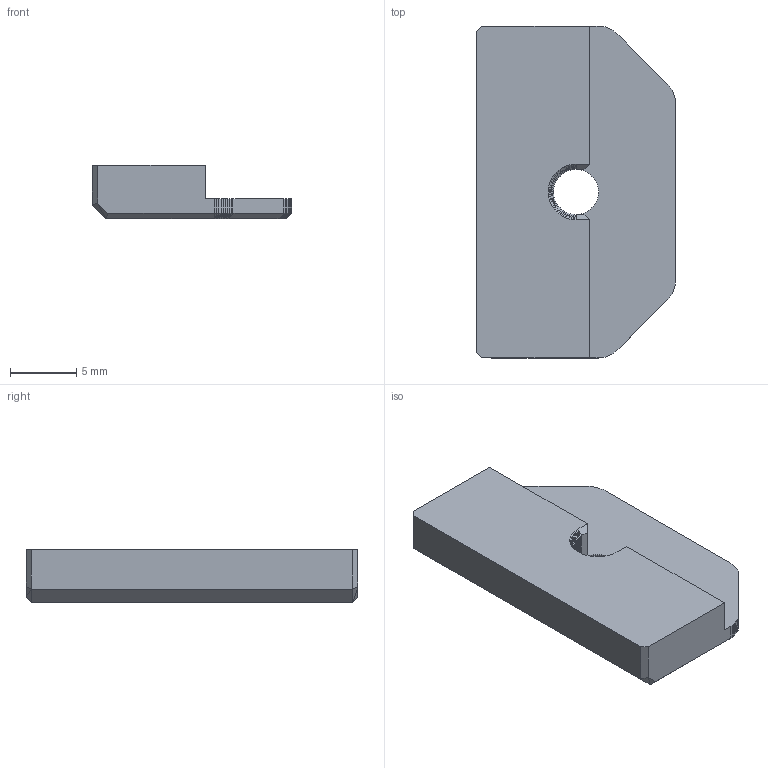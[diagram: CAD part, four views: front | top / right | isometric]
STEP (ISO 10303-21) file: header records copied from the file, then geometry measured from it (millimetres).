
FILE_DESCRIPTION(('FreeCAD Model'),'2;1');
FILE_NAME('./VORON-0/STLs/VORON0.0/V0_Panel_Mounting/For_2.5mm_Panels/2point5mm_Middle_Clip_x9.step','2020-04-30T22:40:32',('FreeCAD'),('FreeCAD'), 'Open CASCADE STEP processor 7.3','FreeCAD','Unknown');
FILE_SCHEMA(('AUTOMOTIVE_DESIGN { 1 0 10303 214 1 1 1 1 }'));
Length unit declared in the file: millimetre
Products named in the file (1): Open CASCADE STEP translator 7.3 1
Bounding box: 15 x 25 x 4 mm (x, y, z)
Surface area: 951.1 mm2 (no closed solid volume)
Topology: 0 solids, 1 shells, 425 faces, 823 edges, 399 vertices
Faces by surface type: plane 425
Entity records: 9979 total; most frequent: DIRECTION 1675, CARTESIAN_POINT 1648, ORIENTED_EDGE 1646, EDGE_CURVE 823, LINE 823, VECTOR 823, AXIS2_PLACEMENT_3D 426, FACE_BOUND 426
